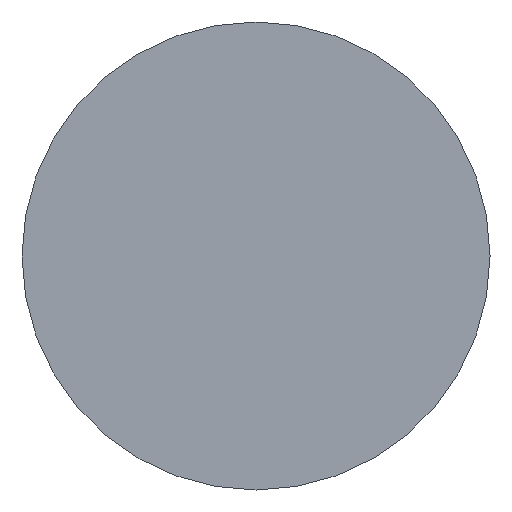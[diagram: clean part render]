
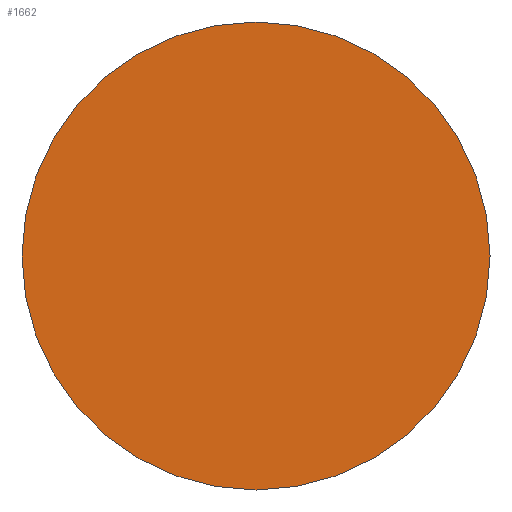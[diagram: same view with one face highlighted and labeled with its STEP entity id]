
A CAD part, front view. The second image highlights one B-rep face of the part: STEP entity #1662.
In plain terms, the highlighted planar face has unit normal (0, -1, 0).
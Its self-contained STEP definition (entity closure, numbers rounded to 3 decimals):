
#27 = FACE_OUTER_BOUND ( 'NONE', #1929, .T. ) ;
#195 = CARTESIAN_POINT ( 'NONE',  ( 0., 0., 61.5 ) ) ;
#345 = CIRCLE ( 'NONE', #2113, 61.5 ) ;
#416 = CARTESIAN_POINT ( 'NONE',  ( 0., 0., 0. ) ) ;
#419 = CARTESIAN_POINT ( 'NONE',  ( 0., 0., 0. ) ) ;
#438 = DIRECTION ( 'NONE',  ( 0., -1., 0. ) ) ;
#549 = ORIENTED_EDGE ( 'NONE', *, *, #1031, .T. ) ;
#563 = CARTESIAN_POINT ( 'NONE',  ( 63.96, 0., 64.012 ) ) ;
#682 = DIRECTION ( 'NONE',  ( 0., -1., 0. ) ) ;
#758 = DIRECTION ( 'NONE',  ( 0., -1., 0. ) ) ;
#781 = DIRECTION ( 'NONE',  ( 0., 0., -1. ) ) ;
#968 = VERTEX_POINT ( 'NONE', #1754 ) ;
#995 = AXIS2_PLACEMENT_3D ( 'NONE', #416, #438, #1266 ) ;
#1031 = EDGE_CURVE ( 'NONE', #968, #1652, #1815, .T. ) ;
#1221 = AXIS2_PLACEMENT_3D ( 'NONE', #563, #682, #1987 ) ;
#1266 = DIRECTION ( 'NONE',  ( 0., 0., -1. ) ) ;
#1418 = ORIENTED_EDGE ( 'NONE', *, *, #1507, .T. ) ;
#1507 = EDGE_CURVE ( 'NONE', #1652, #968, #345, .T. ) ;
#1652 = VERTEX_POINT ( 'NONE', #195 ) ;
#1662 = ADVANCED_FACE ( 'NONE', ( #27 ), #2155, .T. ) ;
#1754 = CARTESIAN_POINT ( 'NONE',  ( 0., 0., -61.5 ) ) ;
#1815 = CIRCLE ( 'NONE', #995, 61.5 ) ;
#1929 = EDGE_LOOP ( 'NONE', ( #549, #1418 ) ) ;
#1987 = DIRECTION ( 'NONE',  ( -1., 0., 0. ) ) ;
#2113 = AXIS2_PLACEMENT_3D ( 'NONE', #419, #758, #781 ) ;
#2155 = PLANE ( 'NONE',  #1221 ) ;
